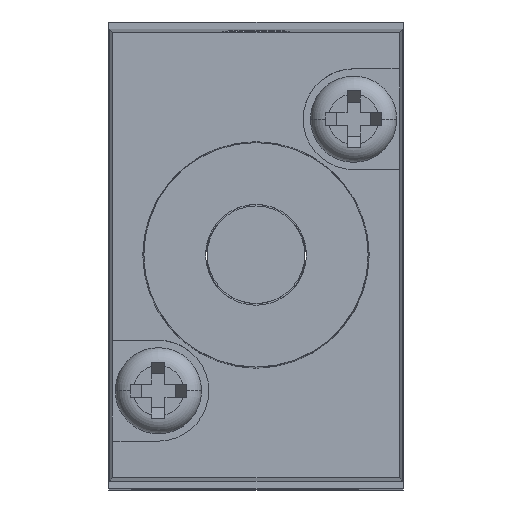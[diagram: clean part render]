
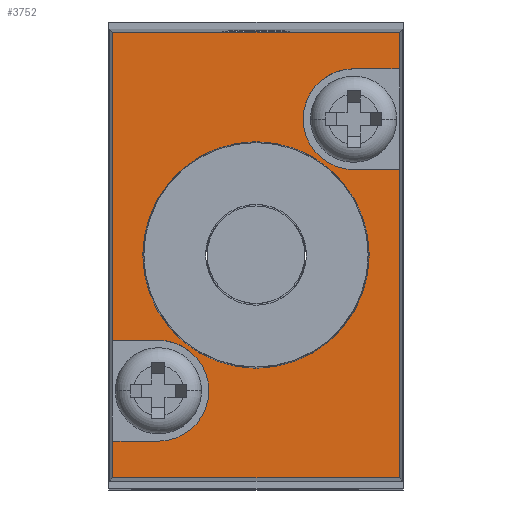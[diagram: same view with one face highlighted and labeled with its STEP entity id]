
A CAD part, top view. The second image highlights one B-rep face of the part: STEP entity #3752.
In plain terms, the highlighted face is planar.
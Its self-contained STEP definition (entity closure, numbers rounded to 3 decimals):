
#225 = AXIS2_PLACEMENT_3D ( 'NONE', #11551, #11547, #11545 ) ;
#858 = AXIS2_PLACEMENT_3D ( 'NONE', #12836, #12835, #12834 ) ;
#883 = AXIS2_PLACEMENT_3D ( 'NONE', #7199, #7198, #7197 ) ;
#884 = AXIS2_PLACEMENT_3D ( 'NONE', #7186, #7185, #7184 ) ;
#885 = AXIS2_PLACEMENT_3D ( 'NONE', #7177, #7176, #7175 ) ;
#913 = VERTEX_POINT ( 'NONE', #3234 ) ;
#918 = VERTEX_POINT ( 'NONE', #3229 ) ;
#920 = VERTEX_POINT ( 'NONE', #3227 ) ;
#933 = VERTEX_POINT ( 'NONE', #3214 ) ;
#938 = VERTEX_POINT ( 'NONE', #3209 ) ;
#959 = VERTEX_POINT ( 'NONE', #17512 ) ;
#980 = VERTEX_POINT ( 'NONE', #17416 ) ;
#981 = VERTEX_POINT ( 'NONE', #17494 ) ;
#988 = VERTEX_POINT ( 'NONE', #17503 ) ;
#1472 = ORIENTED_EDGE ( 'NONE', *, *, #11754, .F. ) ;
#1473 = ORIENTED_EDGE ( 'NONE', *, *, #12002, .F. ) ;
#1474 = ORIENTED_EDGE ( 'NONE', *, *, #11999, .F. ) ;
#1475 = ORIENTED_EDGE ( 'NONE', *, *, #11998, .F. ) ;
#1476 = ORIENTED_EDGE ( 'NONE', *, *, #11996, .F. ) ;
#1477 = ORIENTED_EDGE ( 'NONE', *, *, #11993, .F. ) ;
#3175 = VERTEX_POINT ( 'NONE', #17076 ) ;
#3184 = VERTEX_POINT ( 'NONE', #17069 ) ;
#3209 = CARTESIAN_POINT ( 'NONE',  ( 6., -5.25, -13.6 ) ) ;
#3214 = CARTESIAN_POINT ( 'NONE',  ( -8.8, -13.7, -13.6 ) ) ;
#3227 = CARTESIAN_POINT ( 'NONE',  ( 6.965, 0., -13.6 ) ) ;
#3229 = CARTESIAN_POINT ( 'NONE',  ( 8.8, -13.7, -13.6 ) ) ;
#3234 = CARTESIAN_POINT ( 'NONE',  ( -8.8, 5.25, -13.6 ) ) ;
#3546 = VERTEX_POINT ( 'NONE', #16355 ) ;
#3554 = VERTEX_POINT ( 'NONE', #16331 ) ;
#3627 = VERTEX_POINT ( 'NONE', #16590 ) ;
#3628 = VERTEX_POINT ( 'NONE', #16588 ) ;
#3752 = ADVANCED_FACE ( 'NONE', ( #15464, #15465 ), #16024, .F. ) ;
#4352 = EDGE_CURVE ( 'NONE', #3628, #938, #6862, .T. ) ;
#4470 = AXIS2_PLACEMENT_3D ( 'NONE', #16023, #16022, #16021 ) ;
#4714 = EDGE_LOOP ( 'NONE', ( #10035, #10034, #10033, #10032, #10031, #10030, #10029, #10028, #10027, #1477, #1476, #1475, #1474 ) ) ;
#4721 = EDGE_LOOP ( 'NONE', ( #1473, #1472 ) ) ;
#6862 = CIRCLE ( 'NONE', #225, 3.1 ) ;
#7175 = DIRECTION ( 'NONE',  ( 1., 0., 0. ) ) ;
#7176 = DIRECTION ( 'NONE',  ( 0., 0., -1. ) ) ;
#7177 = CARTESIAN_POINT ( 'NONE',  ( 0., 0., -13.6 ) ) ;
#7178 = DIRECTION ( 'NONE',  ( 1., 0., 0. ) ) ;
#7179 = CARTESIAN_POINT ( 'NONE',  ( 8.8, -13.7, -13.6 ) ) ;
#7180 = DIRECTION ( 'NONE',  ( 0., 1., 0. ) ) ;
#7181 = CARTESIAN_POINT ( 'NONE',  ( 8.8, 13.7, -13.6 ) ) ;
#7182 = DIRECTION ( 'NONE',  ( -1., 0., 0. ) ) ;
#7183 = CARTESIAN_POINT ( 'NONE',  ( 6., -11.45, -13.6 ) ) ;
#7184 = DIRECTION ( 'NONE',  ( -1., 0., 0. ) ) ;
#7185 = DIRECTION ( 'NONE',  ( 0., 0., -1. ) ) ;
#7186 = CARTESIAN_POINT ( 'NONE',  ( 6., -8.35, -13.6 ) ) ;
#7187 = DIRECTION ( 'NONE',  ( 1., 0., 0. ) ) ;
#7188 = CARTESIAN_POINT ( 'NONE',  ( 6., -5.25, -13.6 ) ) ;
#7189 = DIRECTION ( 'NONE',  ( 0., 1., 0. ) ) ;
#7190 = CARTESIAN_POINT ( 'NONE',  ( 8.8, 13.7, -13.6 ) ) ;
#7191 = DIRECTION ( 'NONE',  ( -1., 0., 0. ) ) ;
#7192 = CARTESIAN_POINT ( 'NONE',  ( 8.8, 13.7, -13.6 ) ) ;
#7193 = DIRECTION ( 'NONE',  ( 0., -1., 0. ) ) ;
#7194 = CARTESIAN_POINT ( 'NONE',  ( -8.8, 13.7, -13.6 ) ) ;
#7195 = DIRECTION ( 'NONE',  ( 1., 0., 0. ) ) ;
#7196 = CARTESIAN_POINT ( 'NONE',  ( -6., 11.45, -13.6 ) ) ;
#7197 = DIRECTION ( 'NONE',  ( -1., 0., 0. ) ) ;
#7198 = DIRECTION ( 'NONE',  ( 0., 0., -1. ) ) ;
#7199 = CARTESIAN_POINT ( 'NONE',  ( -6., 8.35, -13.6 ) ) ;
#7200 = DIRECTION ( 'NONE',  ( -1., 0., 0. ) ) ;
#7201 = CARTESIAN_POINT ( 'NONE',  ( -6., 5.25, -13.6 ) ) ;
#7202 = DIRECTION ( 'NONE',  ( 0., -1., 0. ) ) ;
#7203 = CARTESIAN_POINT ( 'NONE',  ( -8.8, 13.7, -13.6 ) ) ;
#10027 = ORIENTED_EDGE ( 'NONE', *, *, #4352, .F. ) ;
#10028 = ORIENTED_EDGE ( 'NONE', *, *, #11991, .F. ) ;
#10029 = ORIENTED_EDGE ( 'NONE', *, *, #11989, .F. ) ;
#10030 = ORIENTED_EDGE ( 'NONE', *, *, #11988, .F. ) ;
#10031 = ORIENTED_EDGE ( 'NONE', *, *, #11986, .F. ) ;
#10032 = ORIENTED_EDGE ( 'NONE', *, *, #11983, .F. ) ;
#10033 = ORIENTED_EDGE ( 'NONE', *, *, #11982, .F. ) ;
#10034 = ORIENTED_EDGE ( 'NONE', *, *, #11979, .F. ) ;
#10035 = ORIENTED_EDGE ( 'NONE', *, *, #11977, .F. ) ;
#11545 = DIRECTION ( 'NONE',  ( -1., 0., 0. ) ) ;
#11547 = DIRECTION ( 'NONE',  ( 0., 0., -1. ) ) ;
#11551 = CARTESIAN_POINT ( 'NONE',  ( 6., -8.35, -13.6 ) ) ;
#11754 = EDGE_CURVE ( 'NONE', #3175, #920, #18043, .T. ) ;
#11977 = EDGE_CURVE ( 'NONE', #913, #933, #18148, .T. ) ;
#11979 = EDGE_CURVE ( 'NONE', #980, #913, #18151, .T. ) ;
#11982 = EDGE_CURVE ( 'NONE', #3627, #980, #18154, .T. ) ;
#11983 = EDGE_CURVE ( 'NONE', #3546, #3627, #18153, .T. ) ;
#11986 = EDGE_CURVE ( 'NONE', #3554, #3546, #18156, .T. ) ;
#11988 = EDGE_CURVE ( 'NONE', #959, #3554, #18158, .T. ) ;
#11989 = EDGE_CURVE ( 'NONE', #988, #959, #18160, .T. ) ;
#11991 = EDGE_CURVE ( 'NONE', #938, #988, #18162, .T. ) ;
#11993 = EDGE_CURVE ( 'NONE', #981, #3628, #18165, .T. ) ;
#11996 = EDGE_CURVE ( 'NONE', #3184, #981, #18164, .T. ) ;
#11998 = EDGE_CURVE ( 'NONE', #918, #3184, #18167, .T. ) ;
#11999 = EDGE_CURVE ( 'NONE', #933, #918, #18169, .T. ) ;
#12002 = EDGE_CURVE ( 'NONE', #920, #3175, #18172, .T. ) ;
#12834 = DIRECTION ( 'NONE',  ( 1., 0., 0. ) ) ;
#12835 = DIRECTION ( 'NONE',  ( 0., 0., -1. ) ) ;
#12836 = CARTESIAN_POINT ( 'NONE',  ( 0., 0., -13.6 ) ) ;
#15464 = FACE_OUTER_BOUND ( 'NONE', #4714, .T. ) ;
#15465 = FACE_BOUND ( 'NONE', #4721, .T. ) ;
#16021 = DIRECTION ( 'NONE',  ( 1., 0., 0. ) ) ;
#16022 = DIRECTION ( 'NONE',  ( 0., 0., 1. ) ) ;
#16023 = CARTESIAN_POINT ( 'NONE',  ( 8.8, 13.7, -13.6 ) ) ;
#16024 = PLANE ( 'NONE',  #4470 ) ;
#16331 = CARTESIAN_POINT ( 'NONE',  ( -8.8, 13.7, -13.6 ) ) ;
#16355 = CARTESIAN_POINT ( 'NONE',  ( -8.8, 11.45, -13.6 ) ) ;
#16588 = CARTESIAN_POINT ( 'NONE',  ( 2.9, -8.35, -13.6 ) ) ;
#16590 = CARTESIAN_POINT ( 'NONE',  ( -6., 11.45, -13.6 ) ) ;
#17069 = CARTESIAN_POINT ( 'NONE',  ( 8.8, -11.45, -13.6 ) ) ;
#17076 = CARTESIAN_POINT ( 'NONE',  ( -6.965, 0., -13.6 ) ) ;
#17416 = CARTESIAN_POINT ( 'NONE',  ( -6., 5.25, -13.6 ) ) ;
#17494 = CARTESIAN_POINT ( 'NONE',  ( 6., -11.45, -13.6 ) ) ;
#17503 = CARTESIAN_POINT ( 'NONE',  ( 8.8, -5.25, -13.6 ) ) ;
#17512 = CARTESIAN_POINT ( 'NONE',  ( 8.8, 13.7, -13.6 ) ) ;
#18043 = CIRCLE ( 'NONE', #858, 6.965 ) ;
#18148 = LINE ( 'NONE', #7203, #18150 ) ;
#18150 = VECTOR ( 'NONE', #7202, 1000. ) ;
#18151 = LINE ( 'NONE', #7201, #18152 ) ;
#18152 = VECTOR ( 'NONE', #7200, 1000. ) ;
#18153 = LINE ( 'NONE', #7196, #18155 ) ;
#18154 = CIRCLE ( 'NONE', #883, 3.1 ) ;
#18155 = VECTOR ( 'NONE', #7195, 1000. ) ;
#18156 = LINE ( 'NONE', #7194, #18157 ) ;
#18157 = VECTOR ( 'NONE', #7193, 1000. ) ;
#18158 = LINE ( 'NONE', #7192, #18159 ) ;
#18159 = VECTOR ( 'NONE', #7191, 1000. ) ;
#18160 = LINE ( 'NONE', #7190, #18161 ) ;
#18161 = VECTOR ( 'NONE', #7189, 1000. ) ;
#18162 = LINE ( 'NONE', #7188, #18163 ) ;
#18163 = VECTOR ( 'NONE', #7187, 1000. ) ;
#18164 = LINE ( 'NONE', #7183, #18166 ) ;
#18165 = CIRCLE ( 'NONE', #884, 3.1 ) ;
#18166 = VECTOR ( 'NONE', #7182, 1000. ) ;
#18167 = LINE ( 'NONE', #7181, #18168 ) ;
#18168 = VECTOR ( 'NONE', #7180, 1000. ) ;
#18169 = LINE ( 'NONE', #7179, #18170 ) ;
#18170 = VECTOR ( 'NONE', #7178, 1000. ) ;
#18172 = CIRCLE ( 'NONE', #885, 6.965 ) ;
